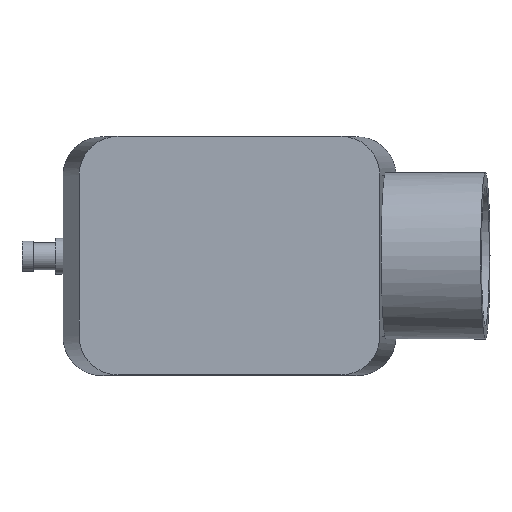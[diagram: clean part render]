
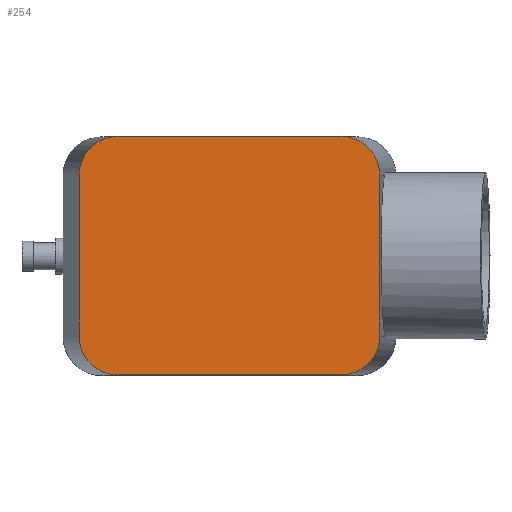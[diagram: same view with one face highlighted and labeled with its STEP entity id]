
A CAD part, top view. The second image highlights one B-rep face of the part: STEP entity #254.
In plain terms, the highlighted planar face has unit normal (0, 0, 1).
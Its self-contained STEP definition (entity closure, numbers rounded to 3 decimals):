
#254 = ADVANCED_FACE( '', ( #622 ), #623, .T. );
#622 = FACE_OUTER_BOUND( '', #1108, .T. );
#623 = PLANE( '', #1109 );
#1108 = EDGE_LOOP( '', ( #1846, #1847, #1848, #1849, #1850, #1851, #1852, #1853 ) );
#1109 = AXIS2_PLACEMENT_3D( '', #1854, #1855, #1856 );
#1846 = ORIENTED_EDGE( '', *, *, #3022, .T. );
#1847 = ORIENTED_EDGE( '', *, *, #2953, .T. );
#1848 = ORIENTED_EDGE( '', *, *, #3023, .F. );
#1849 = ORIENTED_EDGE( '', *, *, #3024, .F. );
#1850 = ORIENTED_EDGE( '', *, *, #3025, .T. );
#1851 = ORIENTED_EDGE( '', *, *, #3026, .F. );
#1852 = ORIENTED_EDGE( '', *, *, #2829, .F. );
#1853 = ORIENTED_EDGE( '', *, *, #3027, .T. );
#1854 = CARTESIAN_POINT( '', ( -27.1, 0., 72. ) );
#1855 = DIRECTION( '', ( 0., 0., 1. ) );
#1856 = DIRECTION( '', ( 1., 0., 0. ) );
#2829 = EDGE_CURVE( '', #3338, #3324, #3340, .T. );
#2953 = EDGE_CURVE( '', #3549, #3554, #3556, .T. );
#3022 = EDGE_CURVE( '', #3667, #3549, #3668, .T. );
#3023 = EDGE_CURVE( '', #3669, #3554, #3670, .T. );
#3024 = EDGE_CURVE( '', #3671, #3669, #3672, .T. );
#3025 = EDGE_CURVE( '', #3671, #3673, #3674, .T. );
#3026 = EDGE_CURVE( '', #3324, #3673, #3675, .T. );
#3027 = EDGE_CURVE( '', #3338, #3667, #3676, .T. );
#3324 = VERTEX_POINT( '', #4048 );
#3338 = VERTEX_POINT( '', #4068 );
#3340 = ELLIPSE( '', #4071, 7.011, 7. );
#3549 = VERTEX_POINT( '', #4454 );
#3554 = VERTEX_POINT( '', #4461 );
#3556 = LINE( '', #4464, #4465 );
#3667 = VERTEX_POINT( '', #4622 );
#3668 = ELLIPSE( '', #4623, 7.011, 7. );
#3669 = VERTEX_POINT( '', #4624 );
#3670 = ELLIPSE( '', #4625, 7.011, 7. );
#3671 = VERTEX_POINT( '', #4626 );
#3672 = LINE( '', #4627, #4628 );
#3673 = VERTEX_POINT( '', #4629 );
#3674 = ELLIPSE( '', #4630, 7.011, 7. );
#3675 = LINE( '', #4631, #4632 );
#3676 = LINE( '', #4633, #4634 );
#4048 = CARTESIAN_POINT( '', ( -20.089, 21.5, 72. ) );
#4068 = CARTESIAN_POINT( '', ( -27.1, 14.5, 72. ) );
#4071 = AXIS2_PLACEMENT_3D( '', #5173, #5174, #5175 );
#4454 = CARTESIAN_POINT( '', ( -20.089, -21.5, 72. ) );
#4461 = CARTESIAN_POINT( '', ( 20.089, -21.5, 72. ) );
#4464 = CARTESIAN_POINT( '', ( -27.1, -21.5, 72. ) );
#4465 = VECTOR( '', #5307, 1000. );
#4622 = CARTESIAN_POINT( '', ( -27.1, -14.5, 72. ) );
#4623 = AXIS2_PLACEMENT_3D( '', #5383, #5384, #5385 );
#4624 = CARTESIAN_POINT( '', ( 27.1, -14.5, 72. ) );
#4625 = AXIS2_PLACEMENT_3D( '', #5386, #5387, #5388 );
#4626 = CARTESIAN_POINT( '', ( 27.1, 14.5, 72. ) );
#4627 = CARTESIAN_POINT( '', ( 27.1, 0., 72. ) );
#4628 = VECTOR( '', #5389, 1000. );
#4629 = CARTESIAN_POINT( '', ( 20.089, 21.5, 72. ) );
#4630 = AXIS2_PLACEMENT_3D( '', #5390, #5391, #5392 );
#4631 = CARTESIAN_POINT( '', ( -27.1, 21.5, 72. ) );
#4632 = VECTOR( '', #5393, 1000. );
#4633 = CARTESIAN_POINT( '', ( -27.1, 0., 72. ) );
#4634 = VECTOR( '', #5394, 1000. );
#5173 = CARTESIAN_POINT( '', ( -20.089, 14.5, 72. ) );
#5174 = DIRECTION( '', ( 0., 0., -1. ) );
#5175 = DIRECTION( '', ( -1., 0., 0. ) );
#5307 = DIRECTION( '', ( 1., 0., 0. ) );
#5383 = CARTESIAN_POINT( '', ( -20.089, -14.5, 72. ) );
#5384 = DIRECTION( '', ( 0., 0., 1. ) );
#5385 = DIRECTION( '', ( -1., 0., 0. ) );
#5386 = CARTESIAN_POINT( '', ( 20.089, -14.5, 72. ) );
#5387 = DIRECTION( '', ( 0., 0., -1. ) );
#5388 = DIRECTION( '', ( 1., 0., 0. ) );
#5389 = DIRECTION( '', ( 0., -1., 0. ) );
#5390 = CARTESIAN_POINT( '', ( 20.089, 14.5, 72. ) );
#5391 = DIRECTION( '', ( 0., 0., 1. ) );
#5392 = DIRECTION( '', ( 1., 0., 0. ) );
#5393 = DIRECTION( '', ( 1., 0., 0. ) );
#5394 = DIRECTION( '', ( 0., -1., 0. ) );
